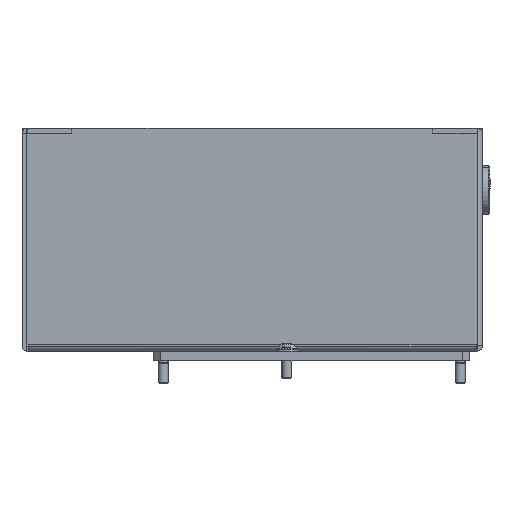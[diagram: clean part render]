
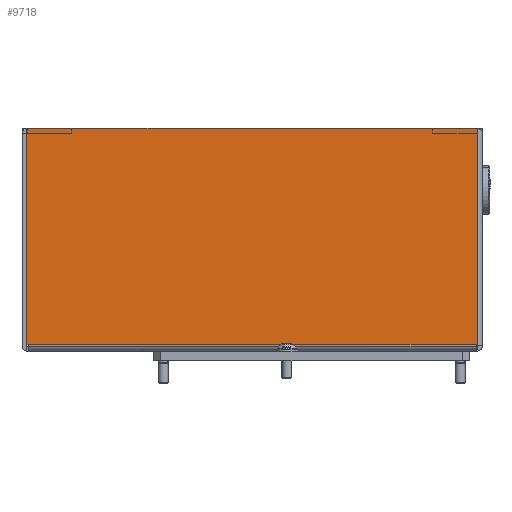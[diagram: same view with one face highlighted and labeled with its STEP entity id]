
A CAD part, left-side view. The second image highlights one B-rep face of the part: STEP entity #9718.
In plain terms, the highlighted face is planar.
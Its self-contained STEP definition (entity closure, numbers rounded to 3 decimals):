
#4 = AXIS2_PLACEMENT_3D ( 'NONE', #7396, #10895, #3032 ) ;
#178 = ORIENTED_EDGE ( 'NONE', *, *, #7540, .F. ) ;
#266 = EDGE_CURVE ( 'NONE', #8907, #6847, #4379, .T. ) ;
#921 = EDGE_CURVE ( 'NONE', #7199, #5743, #8229, .T. ) ;
#994 = VERTEX_POINT ( 'NONE', #10088 ) ;
#1403 = VECTOR ( 'NONE', #10926, 1000. ) ;
#1419 = ORIENTED_EDGE ( 'NONE', *, *, #9547, .F. ) ;
#2056 = FACE_OUTER_BOUND ( 'NONE', #9334, .T. ) ;
#2513 = EDGE_CURVE ( 'NONE', #3102, #6694, #5331, .T. ) ;
#2554 = CARTESIAN_POINT ( 'NONE',  ( 237., 183.999, 0. ) ) ;
#2592 = VECTOR ( 'NONE', #6620, 1000. ) ;
#2722 = CARTESIAN_POINT ( 'NONE',  ( 237., 2.5, 90. ) ) ;
#2742 = CARTESIAN_POINT ( 'NONE',  ( 237., 183.999, 90. ) ) ;
#2832 = EDGE_CURVE ( 'NONE', #994, #7199, #3977, .T. ) ;
#3032 = DIRECTION ( 'NONE',  ( 0., -1., 0. ) ) ;
#3102 = VERTEX_POINT ( 'NONE', #9536 ) ;
#3276 = DIRECTION ( 'NONE',  ( 0., -1., 0. ) ) ;
#3563 = CARTESIAN_POINT ( 'NONE',  ( 237., 2.5, 87.9 ) ) ;
#3614 = ORIENTED_EDGE ( 'NONE', *, *, #2832, .T. ) ;
#3832 = PLANE ( 'NONE',  #4 ) ;
#3977 = LINE ( 'NONE', #10175, #4582 ) ;
#4276 = EDGE_CURVE ( 'NONE', #6847, #3102, #7086, .T. ) ;
#4379 = LINE ( 'NONE', #3563, #4920 ) ;
#4481 = CARTESIAN_POINT ( 'NONE',  ( 237., 0., 0. ) ) ;
#4582 = VECTOR ( 'NONE', #3276, 1000. ) ;
#4771 = ORIENTED_EDGE ( 'NONE', *, *, #921, .T. ) ;
#4920 = VECTOR ( 'NONE', #9656, 1000. ) ;
#4986 = ORIENTED_EDGE ( 'NONE', *, *, #266, .T. ) ;
#5331 = LINE ( 'NONE', #4481, #7849 ) ;
#5372 = CARTESIAN_POINT ( 'NONE',  ( 237., 2.1, 90. ) ) ;
#5472 = CARTESIAN_POINT ( 'NONE',  ( 237., 183.5, 87.5 ) ) ;
#5692 = VECTOR ( 'NONE', #9758, 1000. ) ;
#5743 = VERTEX_POINT ( 'NONE', #9496 ) ;
#6368 = ORIENTED_EDGE ( 'NONE', *, *, #2513, .T. ) ;
#6620 = DIRECTION ( 'NONE',  ( 0., 0., -1. ) ) ;
#6694 = VERTEX_POINT ( 'NONE', #2554 ) ;
#6847 = VERTEX_POINT ( 'NONE', #10819 ) ;
#7086 = LINE ( 'NONE', #5372, #2592 ) ;
#7199 = VERTEX_POINT ( 'NONE', #5472 ) ;
#7396 = CARTESIAN_POINT ( 'NONE',  ( 237., 0., 90. ) ) ;
#7401 = VECTOR ( 'NONE', #8113, 1000. ) ;
#7540 = EDGE_CURVE ( 'NONE', #8907, #5743, #9968, .T. ) ;
#7557 = ORIENTED_EDGE ( 'NONE', *, *, #4276, .T. ) ;
#7849 = VECTOR ( 'NONE', #7963, 1000. ) ;
#7963 = DIRECTION ( 'NONE',  ( 0., 1., 0. ) ) ;
#8113 = DIRECTION ( 'NONE',  ( 0., 0., -1. ) ) ;
#8229 = LINE ( 'NONE', #10874, #1403 ) ;
#8907 = VERTEX_POINT ( 'NONE', #10336 ) ;
#9334 = EDGE_LOOP ( 'NONE', ( #3614, #4771, #178, #4986, #7557, #6368, #1419 ) ) ;
#9496 = CARTESIAN_POINT ( 'NONE',  ( 237., 2.5, 87.5 ) ) ;
#9536 = CARTESIAN_POINT ( 'NONE',  ( 237., 2.1, 0. ) ) ;
#9547 = EDGE_CURVE ( 'NONE', #994, #6694, #10593, .T. ) ;
#9656 = DIRECTION ( 'NONE',  ( 0., -1., 0. ) ) ;
#9718 = ADVANCED_FACE ( 'NONE', ( #2056 ), #3832, .F. ) ;
#9758 = DIRECTION ( 'NONE',  ( 0., 0., -1. ) ) ;
#9968 = LINE ( 'NONE', #2722, #7401 ) ;
#10088 = CARTESIAN_POINT ( 'NONE',  ( 237., 183.999, 87.5 ) ) ;
#10175 = CARTESIAN_POINT ( 'NONE',  ( 237., 0., 87.5 ) ) ;
#10336 = CARTESIAN_POINT ( 'NONE',  ( 237., 2.5, 87.9 ) ) ;
#10593 = LINE ( 'NONE', #2742, #5692 ) ;
#10819 = CARTESIAN_POINT ( 'NONE',  ( 237., 2.1, 87.9 ) ) ;
#10874 = CARTESIAN_POINT ( 'NONE',  ( 237., 183.5, 87.5 ) ) ;
#10895 = DIRECTION ( 'NONE',  ( -1., 0., 0. ) ) ;
#10926 = DIRECTION ( 'NONE',  ( 0., -1., 0. ) ) ;
